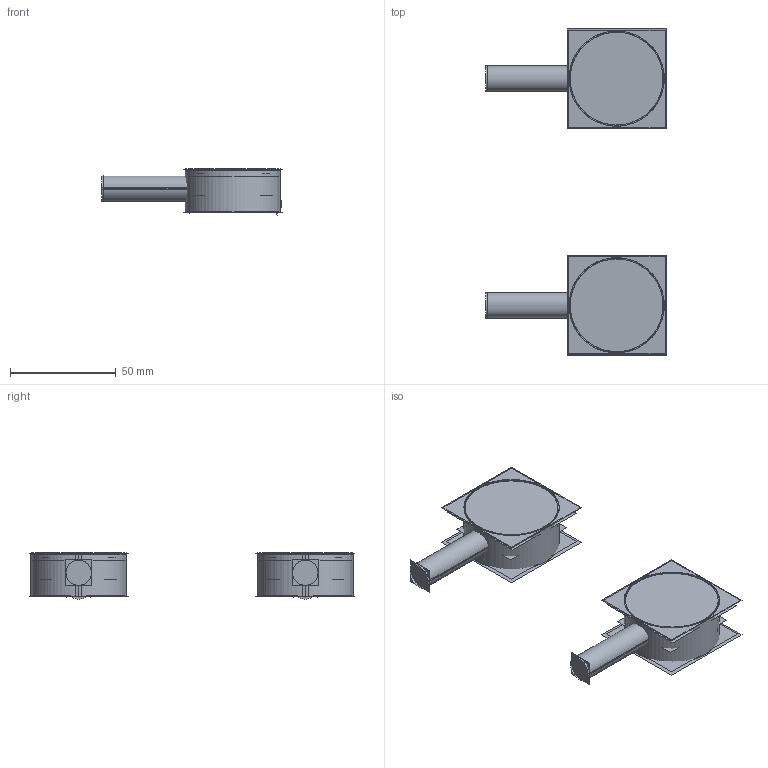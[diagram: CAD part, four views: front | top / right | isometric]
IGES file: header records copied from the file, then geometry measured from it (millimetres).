
Start section:  PTC IGES file: DETHL02.igs
Global section: file name: DETHL02.igs; native system: Pro/ENGINEER by Parametric Technology Corporation; preprocessor: 2009360; author: user33; organization: Unknown; date: 20200106.152829; units: millimetre
Bounding box: 85.2 x 153.83 x 21.86 mm (x, y, z)
Volume: 30567.8 mm3; surface area: 321114.3 mm2
Topology: 6 solids, 20 shells, 916 faces, 4600 edges, 5842 vertices
Faces by surface type: revolution 492, bspline 424
